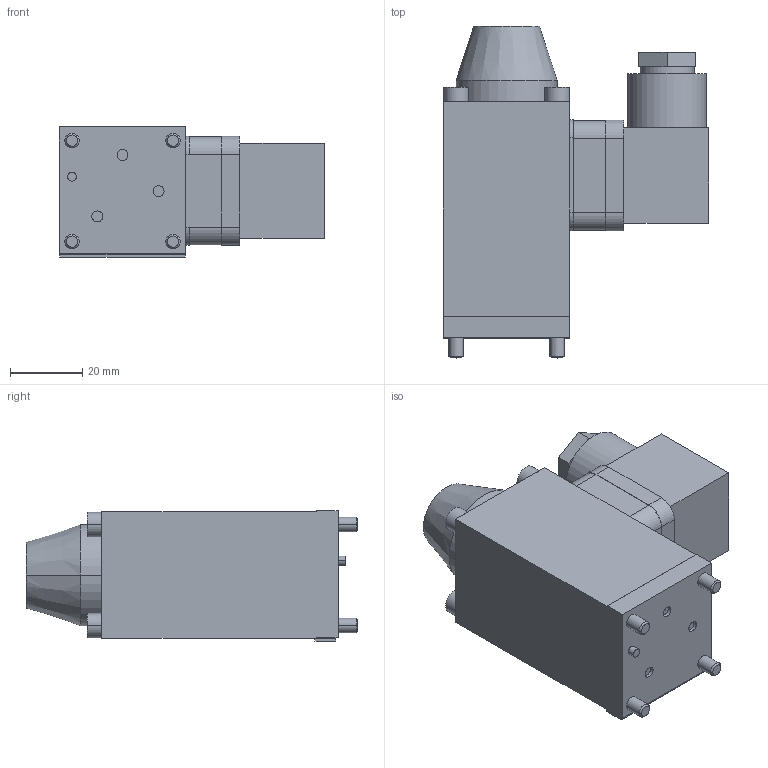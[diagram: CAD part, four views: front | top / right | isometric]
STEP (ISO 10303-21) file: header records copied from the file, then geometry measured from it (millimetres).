
FILE_DESCRIPTION((''),'2;1');
FILE_NAME('ILCM47111257','2006-06-22T',('KR'),(''),'PRO/ENGINEER BY PARAMETRIC TECHNOLOGY CORPORATION, 2004290','PRO/ENGINEER BY PARAMETRIC TECHNOLOGY CORPORATION, 2004290','');
FILE_SCHEMA(('AUTOMOTIVE_DESIGN_CC2 { 1 2 10303 214 -1 1 5 2 }'));
Length unit declared in the file: millimetre
Products named in the file (1): ILCM47111257
Bounding box: 73.5 x 92 x 36.1 mm (x, y, z)
Volume: 126666.7 mm3; surface area: 20284.8 mm2
Topology: 1 solids, 1 shells, 140 faces, 336 edges, 222 vertices
Faces by surface type: plane 86, cylinder 44, cone 10
Entity records: 5207 total; most frequent: DIRECTION 714, CARTESIAN_POINT 698, ORIENTED_EDGE 672, PRESENTATION_STYLE_ASSIGNMENT 337, STYLED_ITEM 337, CURVE_STYLE 336, EDGE_CURVE 336, VECTOR 238
